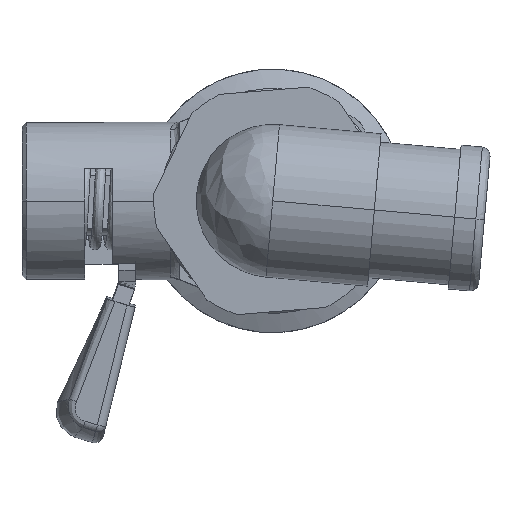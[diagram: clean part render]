
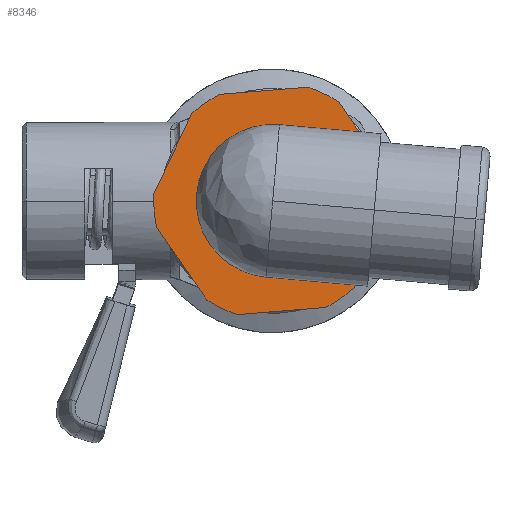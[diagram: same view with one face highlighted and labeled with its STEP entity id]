
A CAD part, left-side view. The second image highlights one B-rep face of the part: STEP entity #8346.
In plain terms, the highlighted face is planar.
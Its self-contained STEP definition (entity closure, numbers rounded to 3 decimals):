
#8159 = VERTEX_POINT ( 'NONE', #17019 ) ;
#8160 = VERTEX_POINT ( 'NONE', #17016 ) ;
#8167 = EDGE_CURVE ( 'NONE', #8193, #8160, #17044, .T. ) ;
#8173 = EDGE_CURVE ( 'NONE', #8184, #8802, #17043, .T. ) ;
#8184 = VERTEX_POINT ( 'NONE', #17078 ) ;
#8190 = EDGE_CURVE ( 'NONE', #8160, #8159, #17065, .T. ) ;
#8193 = VERTEX_POINT ( 'NONE', #17073 ) ;
#8197 = EDGE_CURVE ( 'NONE', #8235, #8234, #17066, .T. ) ;
#8201 = EDGE_CURVE ( 'NONE', #8802, #8217, #17121, .T. ) ;
#8208 = VERTEX_POINT ( 'NONE', #17111 ) ;
#8213 = EDGE_CURVE ( 'NONE', #8217, #8193, #17101, .T. ) ;
#8217 = VERTEX_POINT ( 'NONE', #17110 ) ;
#8225 = EDGE_CURVE ( 'NONE', #8234, #8235, #17134, .T. ) ;
#8234 = VERTEX_POINT ( 'NONE', #17125 ) ;
#8235 = VERTEX_POINT ( 'NONE', #17190 ) ;
#8262 = EDGE_CURVE ( 'NONE', #8208, #8184, #17249, .T. ) ;
#8303 = ORIENTED_EDGE ( 'NONE', *, *, #8167, .F. ) ;
#8304 = ORIENTED_EDGE ( 'NONE', *, *, #8201, .F. ) ;
#8313 = EDGE_LOOP ( 'NONE', ( #8392, #8347, #8345, #8332, #8341, #8362, #8336, #8303, #8339, #8304, #8359, #8361, #8388 ) ) ;
#8314 = VERTEX_POINT ( 'NONE', #17292 ) ;
#8315 = EDGE_CURVE ( 'NONE', #8330, #8208, #17307, .T. ) ;
#8324 = EDGE_CURVE ( 'NONE', #8377, #8330, #17286, .T. ) ;
#8330 = VERTEX_POINT ( 'NONE', #17332 ) ;
#8332 = ORIENTED_EDGE ( 'NONE', *, *, #8391, .F. ) ;
#8333 = VERTEX_POINT ( 'NONE', #17353 ) ;
#8336 = ORIENTED_EDGE ( 'NONE', *, *, #8190, .F. ) ;
#8339 = ORIENTED_EDGE ( 'NONE', *, *, #8213, .F. ) ;
#8341 = ORIENTED_EDGE ( 'NONE', *, *, #8350, .F. ) ;
#8345 = ORIENTED_EDGE ( 'NONE', *, *, #8406, .F. ) ;
#8346 = ADVANCED_FACE ( 'NONE', ( #17324, #17337 ), #17352, .F. ) ;
#8347 = ORIENTED_EDGE ( 'NONE', *, *, #8378, .F. ) ;
#8350 = EDGE_CURVE ( 'NONE', #8360, #8397, #17335, .T. ) ;
#8359 = ORIENTED_EDGE ( 'NONE', *, *, #8173, .F. ) ;
#8360 = VERTEX_POINT ( 'NONE', #17373 ) ;
#8361 = ORIENTED_EDGE ( 'NONE', *, *, #8262, .F. ) ;
#8362 = ORIENTED_EDGE ( 'NONE', *, *, #8394, .F. ) ;
#8368 = ORIENTED_EDGE ( 'NONE', *, *, #8225, .F. ) ;
#8369 = EDGE_LOOP ( 'NONE', ( #8368, #8693 ) ) ;
#8377 = VERTEX_POINT ( 'NONE', #17379 ) ;
#8378 = EDGE_CURVE ( 'NONE', #8314, #8377, #17358, .T. ) ;
#8388 = ORIENTED_EDGE ( 'NONE', *, *, #8315, .F. ) ;
#8391 = EDGE_CURVE ( 'NONE', #8397, #8333, #17409, .T. ) ;
#8392 = ORIENTED_EDGE ( 'NONE', *, *, #8324, .F. ) ;
#8394 = EDGE_CURVE ( 'NONE', #8159, #8360, #17402, .T. ) ;
#8397 = VERTEX_POINT ( 'NONE', #17456 ) ;
#8406 = EDGE_CURVE ( 'NONE', #8333, #8314, #16960, .T. ) ;
#8693 = ORIENTED_EDGE ( 'NONE', *, *, #8197, .F. ) ;
#8802 = VERTEX_POINT ( 'NONE', #18497 ) ;
#16959 = CARTESIAN_POINT ( 'NONE',  ( 13.856, 2., 0. ) ) ;
#16960 = LINE ( 'NONE', #16959, #17431 ) ;
#17016 = CARTESIAN_POINT ( 'NONE',  ( -5.196, -13., 0. ) ) ;
#17019 = CARTESIAN_POINT ( 'NONE',  ( 5.196, -13., 0. ) ) ;
#17034 = AXIS2_PLACEMENT_3D ( 'NONE', #17089, #17088, #17087 ) ;
#17038 = DIRECTION ( 'NONE',  ( -1., 0., 0. ) ) ;
#17039 = DIRECTION ( 'NONE',  ( 0., 0., 1. ) ) ;
#17043 = CIRCLE ( 'NONE', #17034, 14. ) ;
#17044 = CIRCLE ( 'NONE', #17046, 14. ) ;
#17045 = CARTESIAN_POINT ( 'NONE',  ( 0., 0., 0. ) ) ;
#17046 = AXIS2_PLACEMENT_3D ( 'NONE', #17045, #17039, #17038 ) ;
#17062 = DIRECTION ( 'NONE',  ( 1., 0., 0. ) ) ;
#17063 = VECTOR ( 'NONE', #17062, 1000. ) ;
#17064 = CARTESIAN_POINT ( 'NONE',  ( 0., -13., 0. ) ) ;
#17065 = LINE ( 'NONE', #17064, #17063 ) ;
#17066 = CIRCLE ( 'NONE', #17122, 8.5 ) ;
#17073 = CARTESIAN_POINT ( 'NONE',  ( -8.66, -11., 0. ) ) ;
#17078 = CARTESIAN_POINT ( 'NONE',  ( -13.856, 2., 0. ) ) ;
#17087 = DIRECTION ( 'NONE',  ( -1., 0., 0. ) ) ;
#17088 = DIRECTION ( 'NONE',  ( 0., 0., 1. ) ) ;
#17089 = CARTESIAN_POINT ( 'NONE',  ( 0., 0., 0. ) ) ;
#17096 = DIRECTION ( 'NONE',  ( 0.5, -0.866, 0. ) ) ;
#17097 = VECTOR ( 'NONE', #17096, 1000. ) ;
#17098 = CARTESIAN_POINT ( 'NONE',  ( -13.856, -2., 0. ) ) ;
#17101 = LINE ( 'NONE', #17098, #17097 ) ;
#17104 = DIRECTION ( 'NONE',  ( -1., 0., 0. ) ) ;
#17105 = DIRECTION ( 'NONE',  ( 0., 0., 1. ) ) ;
#17106 = AXIS2_PLACEMENT_3D ( 'NONE', #17113, #17105, #17104 ) ;
#17110 = CARTESIAN_POINT ( 'NONE',  ( -13.856, -2., 0. ) ) ;
#17111 = CARTESIAN_POINT ( 'NONE',  ( -8.66, 11., 0. ) ) ;
#17113 = CARTESIAN_POINT ( 'NONE',  ( 0., 0., 0. ) ) ;
#17114 = DIRECTION ( 'NONE',  ( 1., 0., 0. ) ) ;
#17115 = DIRECTION ( 'NONE',  ( 0., 0., -1. ) ) ;
#17116 = CARTESIAN_POINT ( 'NONE',  ( 0., 0., 0. ) ) ;
#17121 = CIRCLE ( 'NONE', #17106, 14. ) ;
#17122 = AXIS2_PLACEMENT_3D ( 'NONE', #17116, #17115, #17114 ) ;
#17125 = CARTESIAN_POINT ( 'NONE',  ( 8.5, 0., 0. ) ) ;
#17131 = DIRECTION ( 'NONE',  ( 1., 0., 0. ) ) ;
#17134 = CIRCLE ( 'NONE', #17151, 8.5 ) ;
#17147 = DIRECTION ( 'NONE',  ( 0., 0., -1. ) ) ;
#17151 = AXIS2_PLACEMENT_3D ( 'NONE', #17152, #17147, #17131 ) ;
#17152 = CARTESIAN_POINT ( 'NONE',  ( 0., 0., 0. ) ) ;
#17190 = CARTESIAN_POINT ( 'NONE',  ( -8.5, 0., 0. ) ) ;
#17242 = DIRECTION ( 'NONE',  ( -0.5, -0.866, 0. ) ) ;
#17243 = VECTOR ( 'NONE', #17242, 1000. ) ;
#17248 = CARTESIAN_POINT ( 'NONE',  ( -8.66, 11., 0. ) ) ;
#17249 = LINE ( 'NONE', #17248, #17243 ) ;
#17285 = CARTESIAN_POINT ( 'NONE',  ( 0., 13., 0. ) ) ;
#17286 = LINE ( 'NONE', #17285, #17347 ) ;
#17291 = CARTESIAN_POINT ( 'NONE',  ( 0., 0., 0. ) ) ;
#17292 = CARTESIAN_POINT ( 'NONE',  ( 8.66, 11., 0. ) ) ;
#17307 = CIRCLE ( 'NONE', #17317, 14. ) ;
#17317 = AXIS2_PLACEMENT_3D ( 'NONE', #17291, #17349, #17348 ) ;
#17324 = FACE_OUTER_BOUND ( 'NONE', #8313, .T. ) ;
#17329 = CARTESIAN_POINT ( 'NONE',  ( 8.66, -11., 0. ) ) ;
#17332 = CARTESIAN_POINT ( 'NONE',  ( -5.196, 13., 0. ) ) ;
#17335 = LINE ( 'NONE', #17329, #17386 ) ;
#17337 = FACE_BOUND ( 'NONE', #8369, .T. ) ;
#17340 = AXIS2_PLACEMENT_3D ( 'NONE', #17344, #17343, #17390 ) ;
#17343 = DIRECTION ( 'NONE',  ( 0., 0., 1. ) ) ;
#17344 = CARTESIAN_POINT ( 'NONE',  ( 0., 0., 0. ) ) ;
#17346 = DIRECTION ( 'NONE',  ( -1., 0., 0. ) ) ;
#17347 = VECTOR ( 'NONE', #17346, 1000. ) ;
#17348 = DIRECTION ( 'NONE',  ( -1., 0., 0. ) ) ;
#17349 = DIRECTION ( 'NONE',  ( 0., 0., 1. ) ) ;
#17352 = PLANE ( 'NONE',  #17340 ) ;
#17353 = CARTESIAN_POINT ( 'NONE',  ( 13.856, 2., 0. ) ) ;
#17355 = DIRECTION ( 'NONE',  ( -1., 0., 0. ) ) ;
#17356 = DIRECTION ( 'NONE',  ( 0., 0., 1. ) ) ;
#17357 = AXIS2_PLACEMENT_3D ( 'NONE', #17369, #17356, #17355 ) ;
#17358 = CIRCLE ( 'NONE', #17357, 14. ) ;
#17361 = AXIS2_PLACEMENT_3D ( 'NONE', #17407, #17399, #17398 ) ;
#17369 = CARTESIAN_POINT ( 'NONE',  ( 0., 0., 0. ) ) ;
#17373 = CARTESIAN_POINT ( 'NONE',  ( 8.66, -11., 0. ) ) ;
#17379 = CARTESIAN_POINT ( 'NONE',  ( 5.196, 13., 0. ) ) ;
#17385 = DIRECTION ( 'NONE',  ( 0.5, 0.866, 0. ) ) ;
#17386 = VECTOR ( 'NONE', #17385, 1000. ) ;
#17390 = DIRECTION ( 'NONE',  ( 1., 0., 0. ) ) ;
#17393 = DIRECTION ( 'NONE',  ( -1., 0., 0. ) ) ;
#17394 = DIRECTION ( 'NONE',  ( 0., 0., 1. ) ) ;
#17396 = CARTESIAN_POINT ( 'NONE',  ( 0., 0., 0. ) ) ;
#17397 = AXIS2_PLACEMENT_3D ( 'NONE', #17396, #17394, #17393 ) ;
#17398 = DIRECTION ( 'NONE',  ( -1., 0., 0. ) ) ;
#17399 = DIRECTION ( 'NONE',  ( 0., 0., 1. ) ) ;
#17402 = CIRCLE ( 'NONE', #17397, 14. ) ;
#17407 = CARTESIAN_POINT ( 'NONE',  ( 0., 0., 0. ) ) ;
#17409 = CIRCLE ( 'NONE', #17361, 14. ) ;
#17431 = VECTOR ( 'NONE', #17438, 1000. ) ;
#17438 = DIRECTION ( 'NONE',  ( -0.5, 0.866, 0. ) ) ;
#17456 = CARTESIAN_POINT ( 'NONE',  ( 13.856, -2., 0. ) ) ;
#18497 = CARTESIAN_POINT ( 'NONE',  ( -14., 0., 0. ) ) ;
